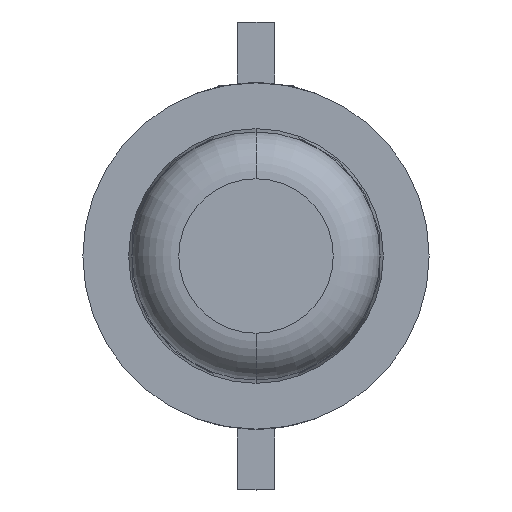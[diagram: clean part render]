
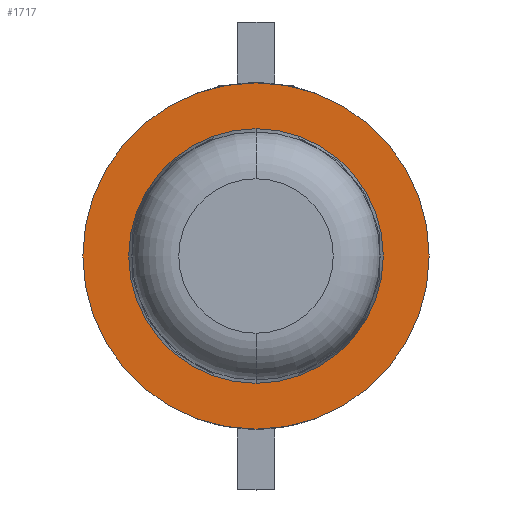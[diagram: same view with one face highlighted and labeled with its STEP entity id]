
A CAD part, front view. The second image highlights one B-rep face of the part: STEP entity #1717.
In plain terms, the highlighted planar face has unit normal (0, -1, 0).
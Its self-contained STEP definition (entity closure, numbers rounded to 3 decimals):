
#101 = EDGE_CURVE ( 'Defeature ausgef�hrt2_5+Defeature ausgef�hrt2_6+Defeature ausgef�hrt2_6+Defeature ausgef�hrt2_6', #3703, #1741, #1020, .T. ) ;
#115 = CIRCLE ( 'NONE', #1551, 1.85 ) ;
#190 = PLANE ( 'NONE',  #3781 ) ;
#274 = CARTESIAN_POINT ( 'NONE',  ( 0., 15., 0. ) ) ;
#401 = CARTESIAN_POINT ( 'NONE',  ( 0., 15., 0. ) ) ;
#788 = EDGE_LOOP ( 'NONE', ( #1184, #3813 ) ) ;
#923 = CIRCLE ( 'NONE', #2668, 1.36 ) ;
#973 = EDGE_CURVE ( 'Defeature ausgef�hrt2_6+Defeature ausgef�hrt2_0+Defeature ausgef�hrt2_0+Defeature ausgef�hrt2_0', #2918, #1670, #3114, .T. ) ;
#1020 = CIRCLE ( 'NONE', #2781, 1.36 ) ;
#1165 = CARTESIAN_POINT ( 'NONE',  ( 1.36, 15., 0. ) ) ;
#1184 = ORIENTED_EDGE ( 'NONE', *, *, #3696, .T. ) ;
#1185 = EDGE_CURVE ( 'Defeature ausgef�hrt2_5+Defeature ausgef�hrt2_6+Defeature ausgef�hrt2_6+Defeature ausgef�hrt2_6', #1741, #3703, #923, .T. ) ;
#1220 = DIRECTION ( 'NONE',  ( 0., -1., 0. ) ) ;
#1236 = DIRECTION ( 'NONE',  ( 0., 0., -1. ) ) ;
#1459 = DIRECTION ( 'NONE',  ( 0., 0., -1. ) ) ;
#1512 = CARTESIAN_POINT ( 'NONE',  ( 0., 15., 1.36 ) ) ;
#1551 = AXIS2_PLACEMENT_3D ( 'NONE', #2190, #3099, #1236 ) ;
#1625 = AXIS2_PLACEMENT_3D ( 'NONE', #274, #1220, #2777 ) ;
#1670 = VERTEX_POINT ( 'NONE', #2732 ) ;
#1717 = ADVANCED_FACE ( 'Defeature ausgef�hrt2_6', ( #3902, #3277 ), #190, .T. ) ;
#1719 = EDGE_LOOP ( 'NONE', ( #3036, #2651 ) ) ;
#1741 = VERTEX_POINT ( 'NONE', #3650 ) ;
#2190 = CARTESIAN_POINT ( 'NONE',  ( 0., 15., 0. ) ) ;
#2651 = ORIENTED_EDGE ( 'NONE', *, *, #101, .F. ) ;
#2668 = AXIS2_PLACEMENT_3D ( 'NONE', #401, #3780, #3544 ) ;
#2732 = CARTESIAN_POINT ( 'NONE',  ( 0., 15., -1.85 ) ) ;
#2777 = DIRECTION ( 'NONE',  ( 0., 0., -1. ) ) ;
#2781 = AXIS2_PLACEMENT_3D ( 'NONE', #3585, #3298, #3017 ) ;
#2918 = VERTEX_POINT ( 'NONE', #3809 ) ;
#3017 = DIRECTION ( 'NONE',  ( 0., 0., -1. ) ) ;
#3036 = ORIENTED_EDGE ( 'NONE', *, *, #1185, .F. ) ;
#3099 = DIRECTION ( 'NONE',  ( 0., -1., 0. ) ) ;
#3114 = CIRCLE ( 'NONE', #1625, 1.85 ) ;
#3277 = FACE_BOUND ( 'NONE', #1719, .T. ) ;
#3298 = DIRECTION ( 'NONE',  ( 0., -1., 0. ) ) ;
#3544 = DIRECTION ( 'NONE',  ( 0., 0., -1. ) ) ;
#3585 = CARTESIAN_POINT ( 'NONE',  ( 0., 15., 0. ) ) ;
#3650 = CARTESIAN_POINT ( 'NONE',  ( 0., 15., -1.36 ) ) ;
#3696 = EDGE_CURVE ( 'Defeature ausgef�hrt2_6+Defeature ausgef�hrt2_0+Defeature ausgef�hrt2_0+Defeature ausgef�hrt2_0', #1670, #2918, #115, .T. ) ;
#3703 = VERTEX_POINT ( 'NONE', #1512 ) ;
#3780 = DIRECTION ( 'NONE',  ( 0., -1., 0. ) ) ;
#3781 = AXIS2_PLACEMENT_3D ( 'NONE', #1165, #3973, #1459 ) ;
#3809 = CARTESIAN_POINT ( 'NONE',  ( 0., 15., 1.85 ) ) ;
#3813 = ORIENTED_EDGE ( 'NONE', *, *, #973, .T. ) ;
#3902 = FACE_OUTER_BOUND ( 'NONE', #788, .T. ) ;
#3973 = DIRECTION ( 'NONE',  ( 0., -1., 0. ) ) ;
